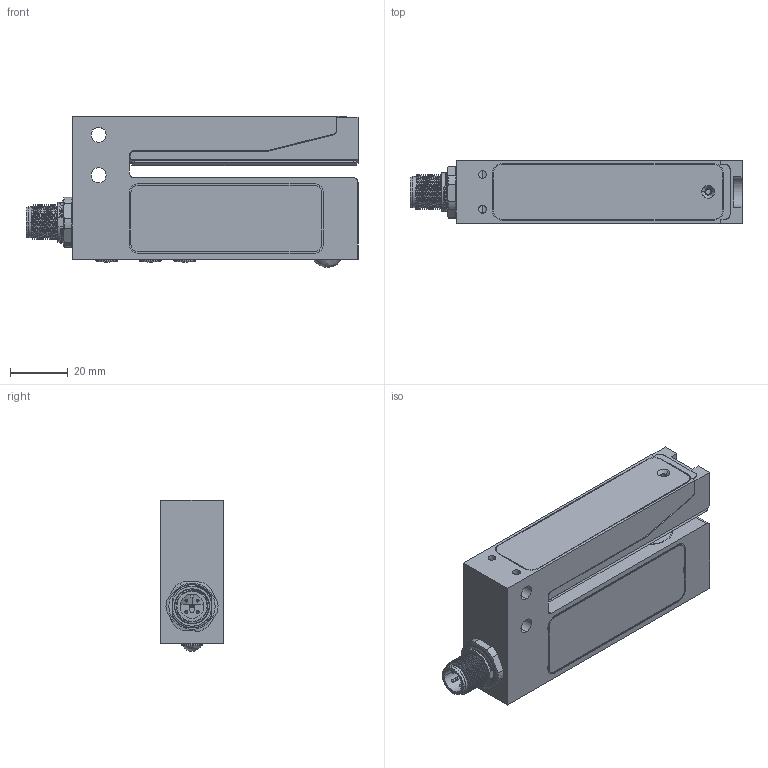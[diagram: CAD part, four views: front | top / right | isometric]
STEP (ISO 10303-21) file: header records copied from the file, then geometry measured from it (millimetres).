
FILE_DESCRIPTION (( 'STEP AP203' ), '1' );
FILE_NAME ('CLSC-1.STEP', '2019-10-24T10:15:56', ( 'USER' ), ( '' ), 'SwSTEP 2.0', 'SolidWorks 2019', '' );
FILE_SCHEMA (( 'CONFIG_CONTROL_DESIGN' ));
Length unit declared in the file: inch
Products named in the file (1): CLSC-1
Bounding box: 114.86 x 21.59 x 52.28 mm (x, y, z)
Surface area: 30655.9 mm2 (no closed solid volume)
Topology: 0 solids, 20 shells, 314 faces, 1151 edges, 849 vertices
Faces by surface type: cylinder 135, plane 117, cone 22, bspline 18, sphere 16, torus 6
Entity records: 21425 total; most frequent: CARTESIAN_POINT 12250, ORIENTED_EDGE 1826, DIRECTION 1763, EDGE_CURVE 1131, VERTEX_POINT 839, AXIS2_PLACEMENT_3D 625, LINE 513, VECTOR 513
